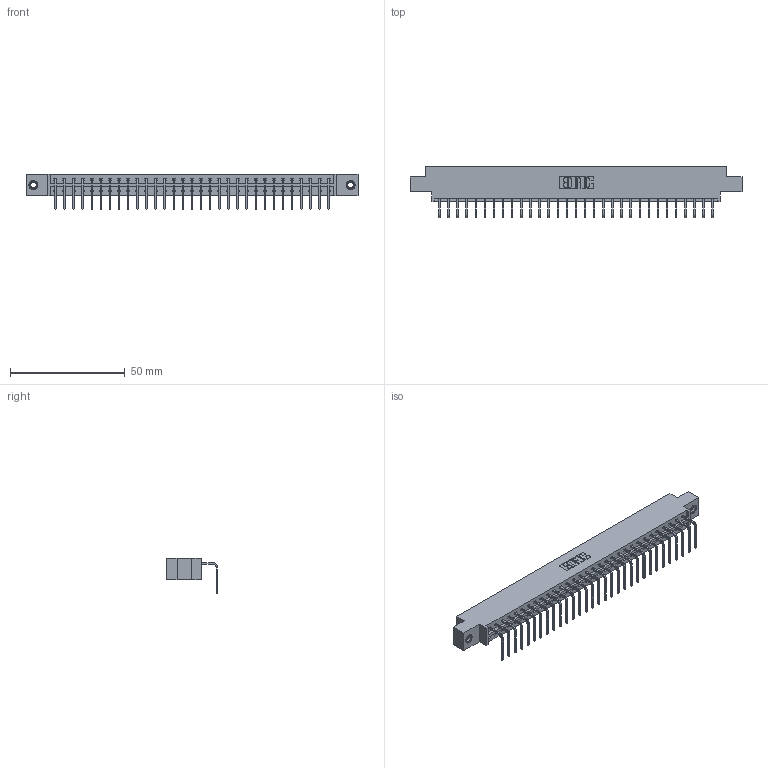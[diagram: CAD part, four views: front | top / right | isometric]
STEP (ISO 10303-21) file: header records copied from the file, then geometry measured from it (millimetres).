
FILE_DESCRIPTION (( 'STEP AP203' ), '1' );
FILE_NAME ('833-031-558-607.STEP', '2020-06-02T16:04:34', ( '' ), ( '' ), 'SwSTEP 2.0', 'SolidWorks 2020', '' );
FILE_SCHEMA (( 'CONFIG_CONTROL_DESIGN' ));
Length unit declared in the file: inch
Products named in the file (4): 345-292-001_558 Tail - 2; 833 Part_Offset - .156 Dia - TI; 833-031-558-607; 345-250-001_345-250-005-103
Assembly tree (34 placements, depth 2):
  833-031-558-607
    833 Part_Offset - .156 Dia - TI
    345-292-001_558 Tail - 2  x31
    345-250-001_345-250-005-103  x2
Bounding box: 144.37 x 22.17 x 15.37 mm (x, y, z)
Volume: 14295.4 mm3; surface area: 16264.3 mm2
Topology: 34 solids, 34 shells, 2038 faces, 6101 edges, 4018 vertices
Faces by surface type: plane 1470, cylinder 552, cone 12, torus 4
Entity records: 21776 total; most frequent: CARTESIAN_POINT 3742, ORIENTED_EDGE 3702, DIRECTION 3211, EDGE_CURVE 1851, LINE 1703, VECTOR 1703, VERTEX_POINT 1228, AXIS2_PLACEMENT_3D 754
